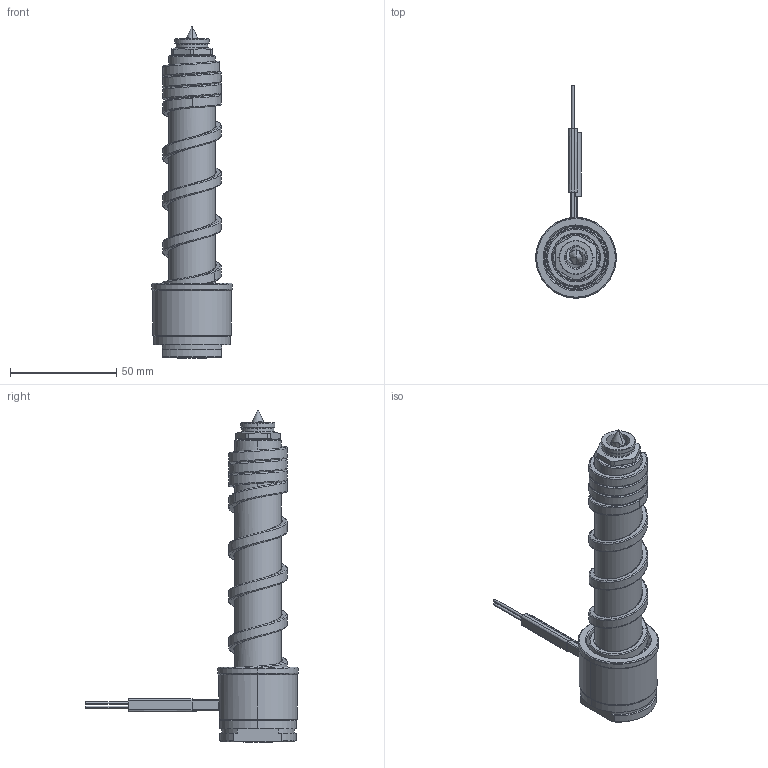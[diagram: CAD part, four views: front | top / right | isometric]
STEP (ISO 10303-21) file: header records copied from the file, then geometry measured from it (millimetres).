
FILE_DESCRIPTION((''),'2;1');
FILE_NAME('LS-156-BKU-N','2014-03-03T',('Íàòàëüÿ'),('IMID'),'PRO/ENGINEER BY PARAMETRIC TECHNOLOGY CORPORATION, 2010180','PRO/ENGINEER BY PARAMETRIC TECHNOLOGY CORPORATION, 2010180','');
FILE_SCHEMA(('CONFIG_CONTROL_DESIGN'));
Length unit declared in the file: millimetre
Products named in the file (1): LS-156-BKU-N
Bounding box: 38 x 100 x 156.2 mm (x, y, z)
Volume: 76583.3 mm3; surface area: 33721.2 mm2
Topology: 1 solids, 9 shells, 332 faces, 860 edges, 519 vertices
Faces by surface type: cylinder 106, bspline 67, cone 62, plane 51, torus 29, revolution 9, extrusion 8
Entity records: 19631 total; most frequent: CARTESIAN_POINT 12008, ORIENTED_EDGE 1680, DIRECTION 1422, EDGE_CURVE 852, AXIS2_PLACEMENT_3D 561, VERTEX_POINT 519, EDGE_LOOP 355, FACE_OUTER_BOUND 332
